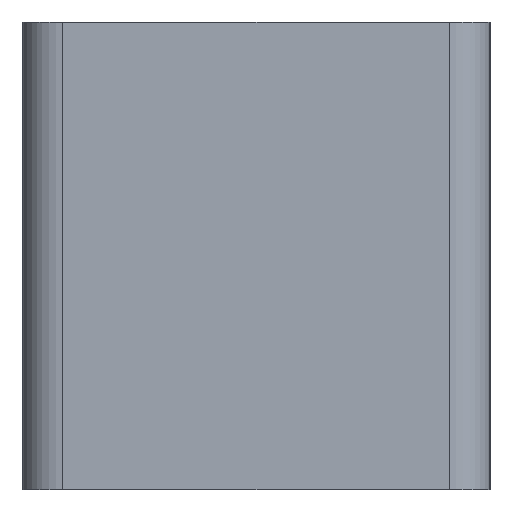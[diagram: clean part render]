
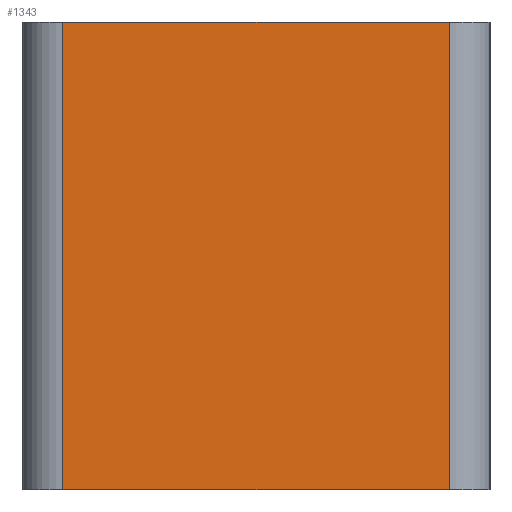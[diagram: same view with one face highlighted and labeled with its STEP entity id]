
A CAD part, left-side view. The second image highlights one B-rep face of the part: STEP entity #1343.
In plain terms, the highlighted planar face has unit normal (-1, 0, 0).
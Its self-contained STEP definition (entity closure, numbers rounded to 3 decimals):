
#500=CARTESIAN_POINT('',(-100.0,16.5,40.0));
#501=VERTEX_POINT('',#500);
#509=CARTESIAN_POINT('',(-100.0,-16.5,40.0));
#510=VERTEX_POINT('',#509);
#511=CARTESIAN_POINT('',(-100.0,-16.5,40.0));
#512=DIRECTION('',(0.0,1.0,0.0));
#513=VECTOR('',#512,33.0);
#514=LINE('',#511,#513);
#515=EDGE_CURVE('',#510,#501,#514,.T.);
#1301=CARTESIAN_POINT('',(-100.0,-16.5,0.0));
#1302=VERTEX_POINT('',#1301);
#1303=CARTESIAN_POINT('',(-100.0,-16.5,0.0));
#1304=DIRECTION('',(0.0,0.0,1.0));
#1305=VECTOR('',#1304,40.0);
#1306=LINE('',#1303,#1305);
#1307=EDGE_CURVE('',#1302,#510,#1306,.T.);
#1320=CARTESIAN_POINT('',(-100.0,-16.5,0.0));
#1321=DIRECTION('',(-1.0,0.0,0.0));
#1322=DIRECTION('',(0.0,0.0,1.0));
#1323=AXIS2_PLACEMENT_3D('',#1320,#1321,#1322);
#1324=PLANE('',#1323);
#1325=ORIENTED_EDGE('',*,*,#515,.T.);
#1326=CARTESIAN_POINT('',(-100.0,16.5,0.0));
#1327=VERTEX_POINT('',#1326);
#1328=CARTESIAN_POINT('',(-100.0,16.5,0.0));
#1329=DIRECTION('',(0.0,0.0,1.0));
#1330=VECTOR('',#1329,40.0);
#1331=LINE('',#1328,#1330);
#1332=EDGE_CURVE('',#1327,#501,#1331,.T.);
#1333=ORIENTED_EDGE('',*,*,#1332,.F.);
#1334=CARTESIAN_POINT('',(-100.0,-16.5,0.0));
#1335=DIRECTION('',(0.0,1.0,0.0));
#1336=VECTOR('',#1335,33.0);
#1337=LINE('',#1334,#1336);
#1338=EDGE_CURVE('',#1302,#1327,#1337,.T.);
#1339=ORIENTED_EDGE('',*,*,#1338,.F.);
#1340=ORIENTED_EDGE('',*,*,#1307,.T.);
#1341=EDGE_LOOP('',(#1325,#1333,#1339,#1340));
#1342=FACE_OUTER_BOUND('',#1341,.T.);
#1343=ADVANCED_FACE('',(#1342),#1324,.T.);
